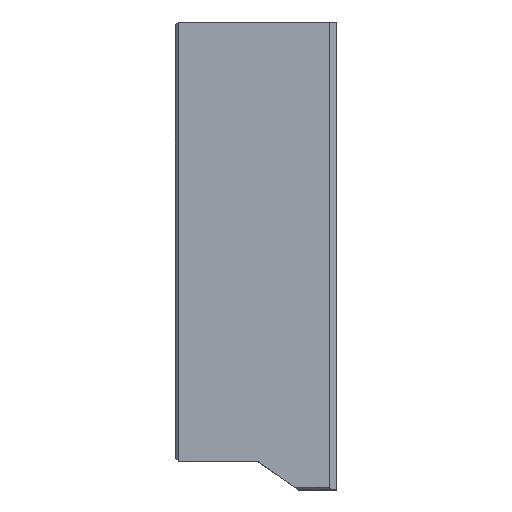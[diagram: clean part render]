
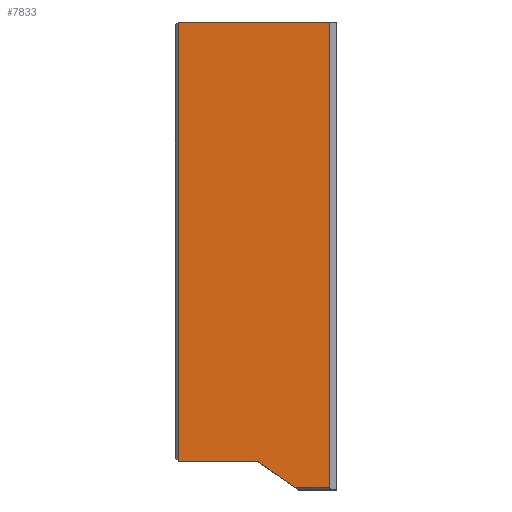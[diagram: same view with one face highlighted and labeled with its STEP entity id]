
A CAD part, left-side view. The second image highlights one B-rep face of the part: STEP entity #7833.
In plain terms, the highlighted planar face has unit normal (-1, 0, 0).
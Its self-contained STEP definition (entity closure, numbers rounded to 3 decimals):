
#914=FACE_OUTER_BOUND('',#1371,.T.);
#1371=EDGE_LOOP('',(#6141,#6142,#6143,#6144,#6145,#6146));
#2030=LINE('',#12502,#2796);
#2042=LINE('',#12531,#2808);
#2045=LINE('',#12537,#2811);
#2046=LINE('',#12539,#2812);
#2047=LINE('',#12541,#2813);
#2048=LINE('',#12542,#2814);
#2796=VECTOR('',#10133,10.);
#2808=VECTOR('',#10165,10.);
#2811=VECTOR('',#10170,10.);
#2812=VECTOR('',#10171,10.);
#2813=VECTOR('',#10172,10.);
#2814=VECTOR('',#10173,10.);
#3525=VERTEX_POINT('',#12500);
#3526=VERTEX_POINT('',#12501);
#3533=VERTEX_POINT('',#12530);
#3535=VERTEX_POINT('',#12536);
#3536=VERTEX_POINT('',#12538);
#3537=VERTEX_POINT('',#12540);
#4484=EDGE_CURVE('',#3525,#3526,#2030,.T.);
#4499=EDGE_CURVE('',#3526,#3533,#2042,.T.);
#4502=EDGE_CURVE('',#3525,#3535,#2045,.T.);
#4503=EDGE_CURVE('',#3535,#3536,#2046,.T.);
#4504=EDGE_CURVE('',#3537,#3536,#2047,.T.);
#4505=EDGE_CURVE('',#3537,#3533,#2048,.T.);
#6141=ORIENTED_EDGE('',*,*,#4484,.F.);
#6142=ORIENTED_EDGE('',*,*,#4502,.T.);
#6143=ORIENTED_EDGE('',*,*,#4503,.T.);
#6144=ORIENTED_EDGE('',*,*,#4504,.F.);
#6145=ORIENTED_EDGE('',*,*,#4505,.T.);
#6146=ORIENTED_EDGE('',*,*,#4499,.F.);
#7490=PLANE('',#8473);
#7833=ADVANCED_FACE('',(#914),#7490,.T.);
#8473=AXIS2_PLACEMENT_3D('',#12535,#10168,#10169);
#10133=DIRECTION('',(0.,0.,1.));
#10165=DIRECTION('',(0.,-1.,0.));
#10168=DIRECTION('center_axis',(-1.,0.,0.));
#10169=DIRECTION('ref_axis',(0.,-1.,0.));
#10170=DIRECTION('',(0.,-1.,0.));
#10171=DIRECTION('',(0.,-0.819,-0.574));
#10172=DIRECTION('',(0.,1.,0.));
#10173=DIRECTION('',(0.,0.,1.));
#12500=CARTESIAN_POINT('',(-400.,12.,-582.));
#12501=CARTESIAN_POINT('',(-400.,12.,-521.));
#12502=CARTESIAN_POINT('',(-400.,12.,-569.25));
#12530=CARTESIAN_POINT('',(-400.,-9.,-521.));
#12531=CARTESIAN_POINT('',(-400.,0.,-521.));
#12535=CARTESIAN_POINT('Origin',(-400.,10.,-586.));
#12536=CARTESIAN_POINT('',(-400.,1.,-582.));
#12537=CARTESIAN_POINT('',(-400.,5.5,-582.));
#12538=CARTESIAN_POINT('',(-400.,-4.141,-585.6));
#12539=CARTESIAN_POINT('',(-400.,0.224,-582.544));
#12540=CARTESIAN_POINT('',(-400.,-9.,-585.6));
#12541=CARTESIAN_POINT('',(-400.,5.,-585.6));
#12542=CARTESIAN_POINT('',(-400.,-9.,-586.));
